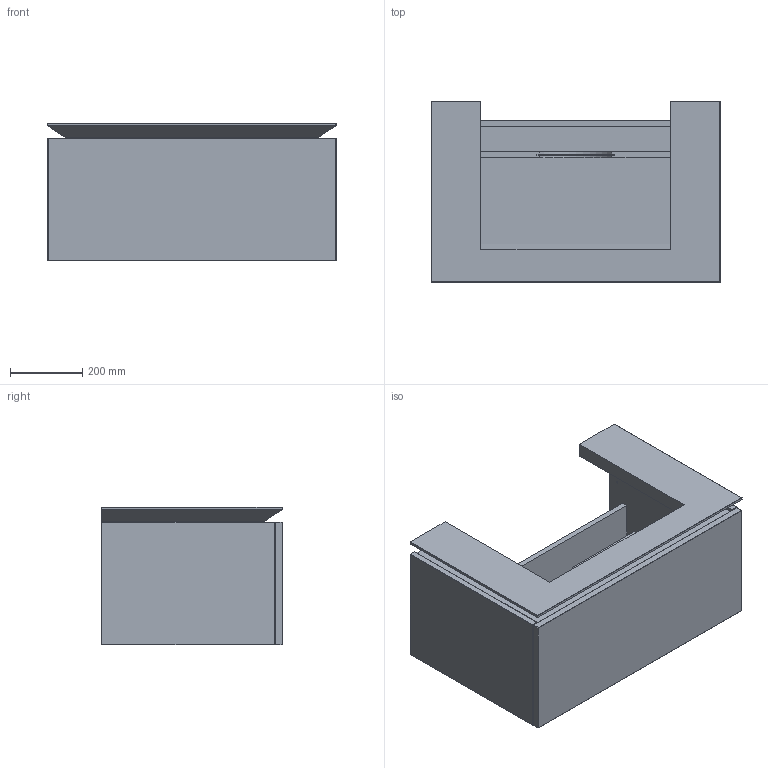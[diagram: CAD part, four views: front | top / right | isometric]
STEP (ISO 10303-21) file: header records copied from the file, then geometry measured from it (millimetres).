
FILE_DESCRIPTION((' '),'2;1');
FILE_NAME('B67800_B678L0.stp','2022-05-16T13:02:15',(' '),(' '),' ','ACIS',' ');
FILE_SCHEMA(('CONFIG_CONTROL_DESIGN'));
Length unit declared in the file: millimetre
Products named in the file (14): B67800_B678L0.stp; Körper1; Körper2; Körper3; Körper4; Körper5; Körper6; Körper7; Körper8; Körper9; Körper10; Körper11; Körper12; Körper13
Assembly tree (13 placements, depth 2):
  B67800_B678L0.stp
    Körper1
    Körper2
    Körper3
    Körper4
    Körper5
    Körper6
    Körper7
    Körper8
    Körper9
    Körper10
    Körper11
    Körper12
    Körper13
Bounding box: 801.5 x 500 x 381.8 mm (x, y, z)
Volume: 31980592.4 mm3; surface area: 3762114.7 mm2
Topology: 13 solids, 13 shells, 405 faces, 829 edges, 561 vertices
Faces by surface type: plane 260, cylinder 144, torus 1
Full cylindrical faces by diameter (mm): 3 x32, 5 x13, 6.5 x5, 8 x38, 8.01 x28, 10 x10, 26 x1
Entity records: 11896 total; most frequent: DIRECTION 1826, CARTESIAN_POINT 1680, ORIENTED_EDGE 1340, AXIS2_PLACEMENT_3D 729, EDGE_LOOP 672, EDGE_CURVE 670, VERTEX_POINT 530, FACE_OUTER_BOUND 405
